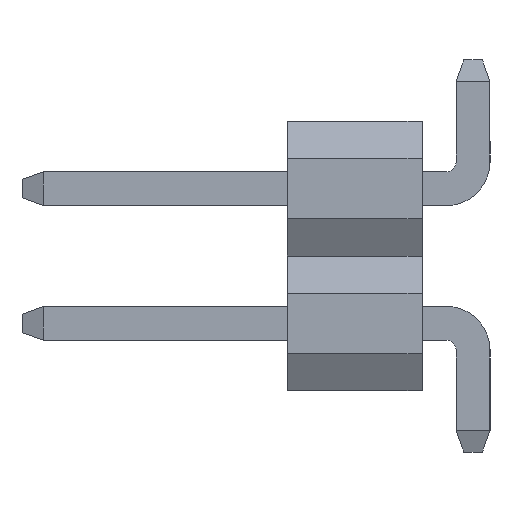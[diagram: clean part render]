
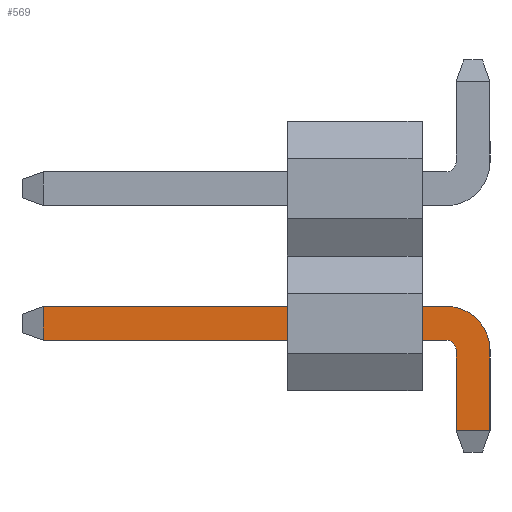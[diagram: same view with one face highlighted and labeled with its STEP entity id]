
A CAD part, left-side view. The second image highlights one B-rep face of the part: STEP entity #569.
In plain terms, the highlighted planar face has unit normal (-1, 0, 0).
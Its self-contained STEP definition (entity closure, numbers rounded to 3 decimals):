
#96=CIRCLE('',#613,0.82);
#97=CIRCLE('',#615,0.18);
#105=FACE_OUTER_BOUND('',#133,.T.);
#133=EDGE_LOOP('',(#397,#398,#399,#400,#401,#402,#403,#404));
#159=LINE('',#838,#219);
#161=LINE('',#843,#221);
#167=LINE('',#863,#227);
#168=LINE('',#865,#228);
#169=LINE('',#866,#229);
#170=LINE('',#867,#230);
#219=VECTOR('',#669,1000.);
#221=VECTOR('',#673,1000.);
#227=VECTOR('',#693,1000.);
#228=VECTOR('',#694,1000.);
#229=VECTOR('',#695,1000.);
#230=VECTOR('',#696,1000.);
#279=VERTEX_POINT('',#835);
#280=VERTEX_POINT('',#837);
#281=VERTEX_POINT('',#841);
#282=VERTEX_POINT('',#842);
#285=VERTEX_POINT('',#850);
#288=VERTEX_POINT('',#857);
#289=VERTEX_POINT('',#862);
#290=VERTEX_POINT('',#864);
#319=EDGE_CURVE('',#280,#279,#159,.T.);
#321=EDGE_CURVE('',#281,#282,#161,.T.);
#327=EDGE_CURVE('',#285,#280,#96,.T.);
#329=EDGE_CURVE('',#288,#281,#97,.T.);
#331=EDGE_CURVE('',#288,#289,#167,.T.);
#332=EDGE_CURVE('',#289,#290,#168,.T.);
#333=EDGE_CURVE('',#285,#290,#169,.T.);
#334=EDGE_CURVE('',#279,#282,#170,.T.);
#397=ORIENTED_EDGE('',*,*,#331,.T.);
#398=ORIENTED_EDGE('',*,*,#332,.T.);
#399=ORIENTED_EDGE('',*,*,#333,.F.);
#400=ORIENTED_EDGE('',*,*,#327,.T.);
#401=ORIENTED_EDGE('',*,*,#319,.T.);
#402=ORIENTED_EDGE('',*,*,#334,.T.);
#403=ORIENTED_EDGE('',*,*,#321,.F.);
#404=ORIENTED_EDGE('',*,*,#329,.F.);
#511=PLANE('',#617);
#569=ADVANCED_FACE('',(#105),#511,.F.);
#613=AXIS2_PLACEMENT_3D('',#854,#682,#683);
#615=AXIS2_PLACEMENT_3D('',#859,#687,#688);
#617=AXIS2_PLACEMENT_3D('',#861,#691,#692);
#669=DIRECTION('',(0.,1.,0.));
#673=DIRECTION('',(0.,1.,0.));
#682=DIRECTION('center_axis',(-1.,0.,0.));
#683=DIRECTION('ref_axis',(0.,0.,1.));
#687=DIRECTION('center_axis',(-1.,0.,0.));
#688=DIRECTION('ref_axis',(0.,0.,1.));
#691=DIRECTION('center_axis',(1.,0.,0.));
#692=DIRECTION('ref_axis',(0.,1.,0.));
#693=DIRECTION('',(0.,0.,-1.));
#694=DIRECTION('',(0.,-1.,0.));
#695=DIRECTION('',(0.,0.,-1.));
#696=DIRECTION('',(0.,0.,-1.));
#835=CARTESIAN_POINT('',(-0.32,2.74,2.744));
#837=CARTESIAN_POINT('',(-0.32,-4.86,2.744));
#838=CARTESIAN_POINT('',(-0.32,-4.86,2.744));
#841=CARTESIAN_POINT('',(-0.32,-4.86,2.104));
#842=CARTESIAN_POINT('',(-0.32,2.74,2.104));
#843=CARTESIAN_POINT('',(-0.32,-4.86,2.104));
#850=CARTESIAN_POINT('',(-0.32,-5.68,1.924));
#854=CARTESIAN_POINT('Origin',(-0.32,-4.86,1.924));
#857=CARTESIAN_POINT('',(-0.32,-5.04,1.924));
#859=CARTESIAN_POINT('Origin',(-0.32,-4.86,1.924));
#861=CARTESIAN_POINT('Origin',(-0.32,-5.04,1.924));
#862=CARTESIAN_POINT('',(-0.32,-5.04,0.4));
#863=CARTESIAN_POINT('',(-0.32,-5.04,1.924));
#864=CARTESIAN_POINT('',(-0.32,-5.68,0.4));
#865=CARTESIAN_POINT('',(-0.32,-5.68,0.4));
#866=CARTESIAN_POINT('',(-0.32,-5.68,1.924));
#867=CARTESIAN_POINT('',(-0.32,2.74,1.924));
